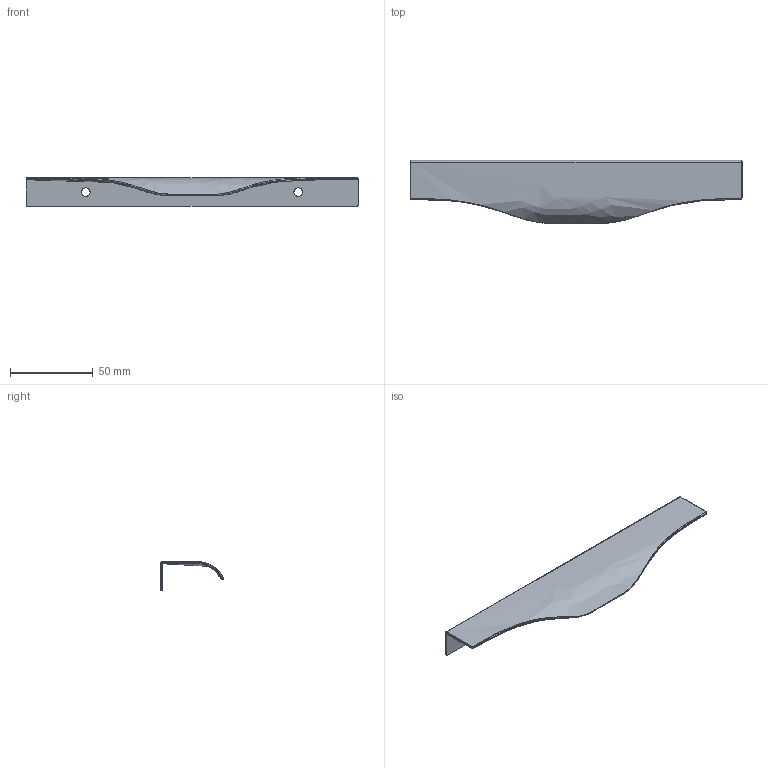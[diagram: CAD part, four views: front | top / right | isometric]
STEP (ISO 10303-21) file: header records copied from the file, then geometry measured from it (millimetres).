
FILE_DESCRIPTION(/* description */ (''),/* implementation_level */ '2;1');
FILE_NAME(/* name */ '0254-0255_128_00.stp',/* time_stamp */ '2023-01-02T11:30:48+01:00',/* author */ ('jferrer'),/* organization */ (''),/* preprocessor_version */ 'ST-DEVELOPER v18.1',/* originating_system */ 'Autodesk Inventor 2022',/* authorisation */ '');
FILE_SCHEMA (('CONFIG_CONTROL_DESIGN'));
Length unit declared in the file: millimetre
Products named in the file (1): 0254-0255_128_02
Bounding box: 200 x 38 x 17.2 mm (x, y, z)
Surface area: 19460.1 mm2 (no closed solid volume)
Topology: 0 solids, 36 shells, 68 faces, 264 edges, 228 vertices
Faces by surface type: bspline 42, cylinder 17, plane 5, cone 2, sphere 2
Full cylindrical faces by diameter (mm): 5.2 x2
Entity records: 7362 total; most frequent: CARTESIAN_POINT 5641, ORIENTED_EDGE 300, EDGE_CURVE 264, VERTEX_POINT 228, DIRECTION 206, EDGE_LOOP 72, AXIS2_PLACEMENT_3D 71, FACE_OUTER_BOUND 68
